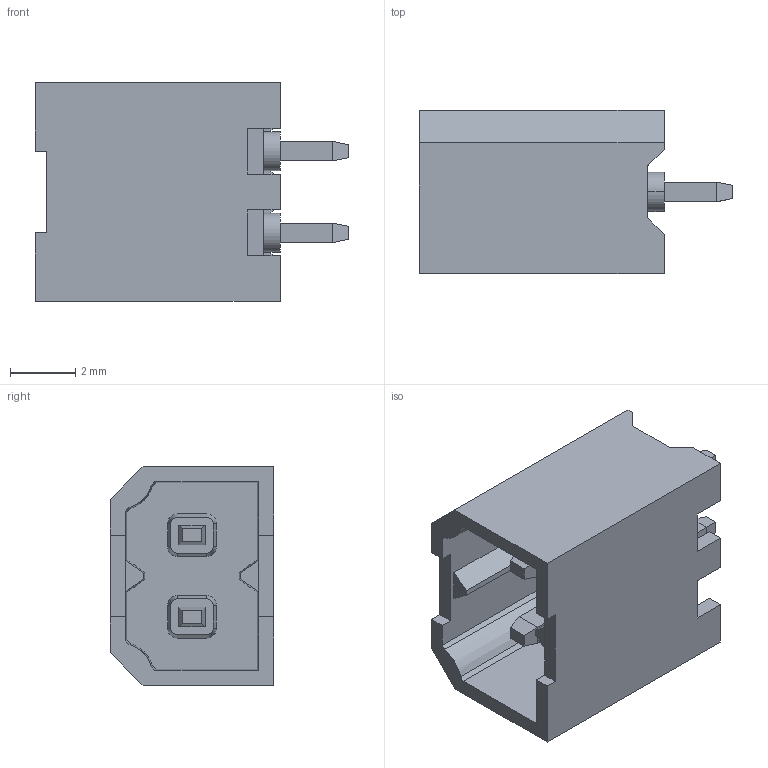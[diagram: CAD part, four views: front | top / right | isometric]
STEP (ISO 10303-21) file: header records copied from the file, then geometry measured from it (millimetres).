
FILE_DESCRIPTION (( 'STEP AP214' ), '1' );
FILE_NAME ('pxc_1815264_01_PTSM-0-5-2-HV-2-5-THR-WH-R32_3D_nocap.stp', '2020-03-01T20:33:12', ( '' ), ( '' ), 'SwSTEP 2.0', 'SolidWorks 2018', '' );
FILE_SCHEMA (( 'AUTOMOTIVE_DESIGN' ));
Length unit declared in the file: millimetre
Products named in the file (2): ptsm_0.5-2-hv-2.5-thr-wh; pxc_1815264_01_PTSM-0-5-2-HV-2-5-THR-WH-R32_3D_nocap
Assembly tree (1 placements, depth 2):
  pxc_1815264_01_PTSM-0-5-2-HV-2-5-THR-WH-R32_3D_nocap
    ptsm_0.5-2-hv-2.5-thr-wh
Bounding box: 9.6 x 5 x 6.7 mm (x, y, z)
Volume: 131.4 mm3; surface area: 365.6 mm2
Topology: 1 solids, 1 shells, 134 faces, 350 edges, 228 vertices
Faces by surface type: plane 120, cone 10, cylinder 4
Entity records: 5574 total; most frequent: CARTESIAN_POINT 728, ORIENTED_EDGE 700, DIRECTION 650, EDGE_CURVE 350, VECTOR 318, LINE 318, VERTEX_POINT 228, AXIS2_PLACEMENT_3D 166
